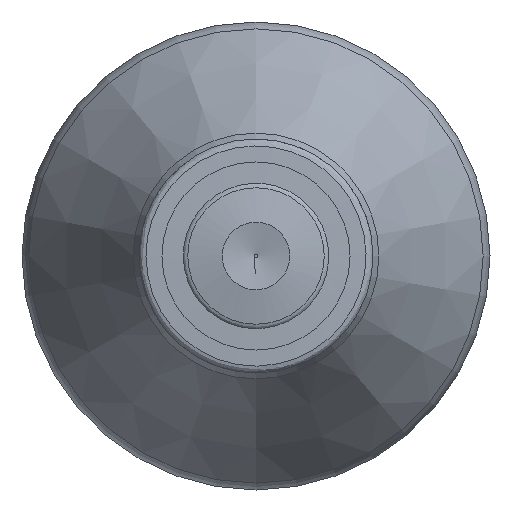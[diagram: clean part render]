
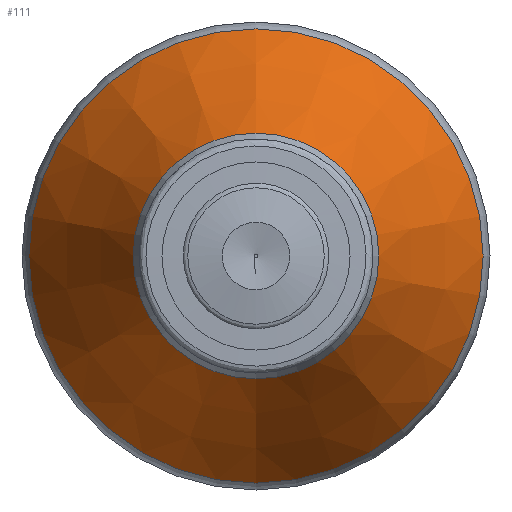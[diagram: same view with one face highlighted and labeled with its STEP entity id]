
A CAD part, left-side view. The second image highlights one B-rep face of the part: STEP entity #111.
In plain terms, the highlighted conical face has half-angle 28.627 degrees and reference radius 12.133 mm.
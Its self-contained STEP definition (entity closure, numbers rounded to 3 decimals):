
#89=CONICAL_SURFACE('',#436,12.133,28.627);
#111=ADVANCED_FACE('',(#163,#164),#89,.T.);
#163=FACE_BOUND('',#218,.T.);
#164=FACE_BOUND('',#219,.T.);
#218=EDGE_LOOP('',(#276));
#219=EDGE_LOOP('',(#277));
#276=ORIENTED_EDGE('',*,*,#349,.T.);
#277=ORIENTED_EDGE('',*,*,#348,.F.);
#319=VERTEX_POINT('',#623);
#320=VERTEX_POINT('',#626);
#348=EDGE_CURVE('',#319,#319,#377,.T.);
#349=EDGE_CURVE('',#320,#320,#378,.T.);
#377=CIRCLE('',#433,12.133);
#378=CIRCLE('',#435,6.561);
#433=AXIS2_PLACEMENT_3D('',#622,#517,#518);
#435=AXIS2_PLACEMENT_3D('',#625,#521,#522);
#436=AXIS2_PLACEMENT_3D('',#627,#523,#524);
#517=DIRECTION('',(1.,0.,0.));
#518=DIRECTION('',(0.,0.,1.));
#521=DIRECTION('',(1.,0.,0.));
#522=DIRECTION('',(0.,0.,1.));
#523=DIRECTION('',(1.,0.,0.));
#524=DIRECTION('',(0.,0.,-1.));
#622=CARTESIAN_POINT('',(52.328,0.,0.));
#623=CARTESIAN_POINT('',(52.328,0.,12.133));
#625=CARTESIAN_POINT('',(42.12,0.,0.));
#626=CARTESIAN_POINT('',(42.12,0.,6.561));
#627=CARTESIAN_POINT('',(52.328,0.,0.));
